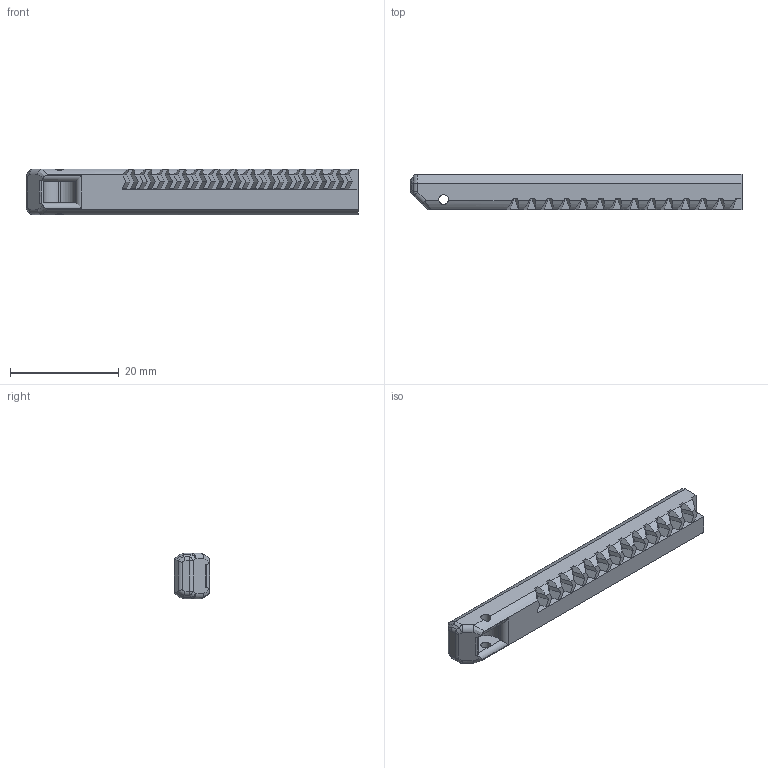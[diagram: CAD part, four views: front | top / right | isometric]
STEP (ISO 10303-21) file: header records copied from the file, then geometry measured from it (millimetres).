
FILE_DESCRIPTION(/* description */ ('STEP AP242','CAx-IF Rec.Pracs.---Representation and Presentation of Product Manufacturing Information (PMI)---4.0---2014-10-13','CAx-IF Rec.Pracs.---3D Tessellated Geometry---0.4---2014-09-14','2;1'),/* implementation_level */ '2;1');
FILE_NAME(/* name */ '685ad01f5943ef21c40d8700',/* time_stamp */ '2025-06-24T16:19:43Z',/* author */ (''),/* organization */ (''),/* preprocessor_version */ 'ST-DEVELOPER v20',/* originating_system */ 'ONSHAPE BY PTC INC, 1.199',/* authorisation */ ' ');
FILE_SCHEMA (('AP242_MANAGED_MODEL_BASED_3D_ENGINEERING_MIM_LF { 1 0 10303 442 1 1 4 }'));
Length unit declared in the file: metre
Products named in the file (1): Pusher TH 3:1 v2
Bounding box: 60.94 x 6.48 x 8.4 mm (x, y, z)
Volume: 2812.5 mm3; surface area: 2027.7 mm2
Topology: 1 solids, 1 shells, 175 faces, 509 edges, 328 vertices
Faces by surface type: plane 127, cylinder 35, torus 4, sphere 4, bspline 3, cone 2
Full cylindrical faces by diameter (mm): 1.8 x2
Entity records: 5748 total; most frequent: CARTESIAN_POINT 1141, ORIENTED_EDGE 1002, DIRECTION 909, EDGE_CURVE 501, LINE 373, VECTOR 373, VERTEX_POINT 326, AXIS2_PLACEMENT_3D 268
